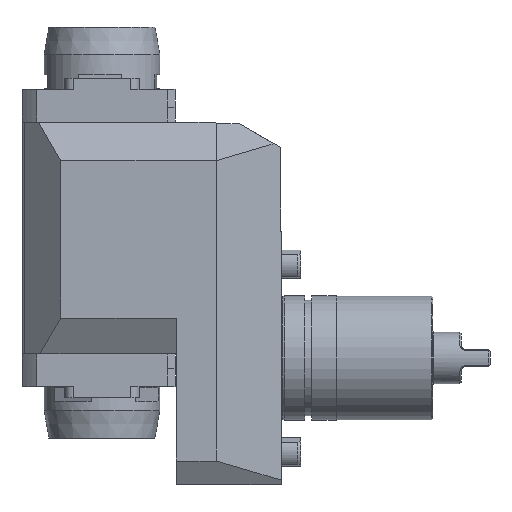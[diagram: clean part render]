
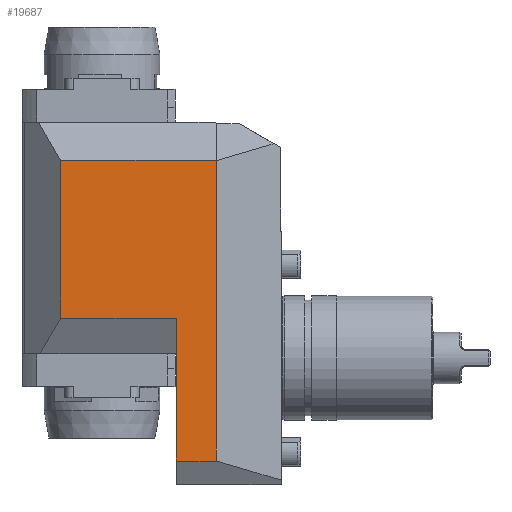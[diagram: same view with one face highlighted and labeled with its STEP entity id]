
A CAD part, left-side view. The second image highlights one B-rep face of the part: STEP entity #19687.
In plain terms, the highlighted planar face has unit normal (-1, 0, 0).
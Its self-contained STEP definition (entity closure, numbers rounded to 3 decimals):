
#234 = CARTESIAN_POINT ( 'NONE',  ( -39.404, 10.5, 85. ) ) ;
#658 = CARTESIAN_POINT ( 'NONE',  ( -39.404, 10.5, -37.34 ) ) ;
#823 = VECTOR ( 'NONE', #13822, 1000. ) ;
#1574 = EDGE_CURVE ( 'NONE', #5264, #6984, #6001, .T. ) ;
#1638 = EDGE_CURVE ( 'NONE', #6984, #22851, #21497, .T. ) ;
#1683 = AXIS2_PLACEMENT_3D ( 'NONE', #2898, #20011, #10324 ) ;
#2898 = CARTESIAN_POINT ( 'NONE',  ( -39.404, 52., 0. ) ) ;
#3192 = VERTEX_POINT ( 'NONE', #4012 ) ;
#4012 = CARTESIAN_POINT ( 'NONE',  ( -39.404, 10.5, 71.577 ) ) ;
#4501 = DIRECTION ( 'NONE',  ( 0., -1., 0. ) ) ;
#4665 = VERTEX_POINT ( 'NONE', #658 ) ;
#5264 = VERTEX_POINT ( 'NONE', #19178 ) ;
#5753 = CARTESIAN_POINT ( 'NONE',  ( -39.404, 67., 1.5 ) ) ;
#6001 = LINE ( 'NONE', #5753, #20430 ) ;
#6250 = LINE ( 'NONE', #23665, #823 ) ;
#6984 = VERTEX_POINT ( 'NONE', #15744 ) ;
#7009 = DIRECTION ( 'NONE',  ( 0., -1., 0. ) ) ;
#7017 = EDGE_LOOP ( 'NONE', ( #18640, #11824, #15398, #10050, #22578, #18368, #24517 ) ) ;
#7886 = DIRECTION ( 'NONE',  ( 0., 0., -1. ) ) ;
#7893 = DIRECTION ( 'NONE',  ( 0., 0., -1. ) ) ;
#8270 = VERTEX_POINT ( 'NONE', #14283 ) ;
#8537 = CARTESIAN_POINT ( 'NONE',  ( -39.404, 10.5, -37.34 ) ) ;
#10050 = ORIENTED_EDGE ( 'NONE', *, *, #16023, .T. ) ;
#10324 = DIRECTION ( 'NONE',  ( 0., 0., 1. ) ) ;
#10758 = EDGE_CURVE ( 'NONE', #3192, #8270, #13652, .T. ) ;
#10818 = FACE_OUTER_BOUND ( 'NONE', #7017, .T. ) ;
#11245 = VERTEX_POINT ( 'NONE', #19248 ) ;
#11824 = ORIENTED_EDGE ( 'NONE', *, *, #1638, .T. ) ;
#12182 = CARTESIAN_POINT ( 'NONE',  ( -39.404, 25., 1.5 ) ) ;
#12386 = VECTOR ( 'NONE', #4501, 1000. ) ;
#13532 = CARTESIAN_POINT ( 'NONE',  ( -39.404, 10.5, -46. ) ) ;
#13652 = LINE ( 'NONE', #13532, #19301 ) ;
#13686 = DIRECTION ( 'NONE',  ( 0., 0., -1. ) ) ;
#13822 = DIRECTION ( 'NONE',  ( 0., 1., 0. ) ) ;
#13906 = DIRECTION ( 'NONE',  ( 0., 0., 1. ) ) ;
#14283 = CARTESIAN_POINT ( 'NONE',  ( -39.404, 10.5, 71.644 ) ) ;
#14341 = LINE ( 'NONE', #8537, #21175 ) ;
#15115 = CARTESIAN_POINT ( 'NONE',  ( -39.404, 25., 14.49 ) ) ;
#15398 = ORIENTED_EDGE ( 'NONE', *, *, #23339, .T. ) ;
#15744 = CARTESIAN_POINT ( 'NONE',  ( -39.404, 67., 14.49 ) ) ;
#16023 = EDGE_CURVE ( 'NONE', #11245, #4665, #14341, .T. ) ;
#16210 = CARTESIAN_POINT ( 'NONE',  ( -39.404, 25., 14.49 ) ) ;
#16499 = PLANE ( 'NONE',  #1683 ) ;
#16882 = VECTOR ( 'NONE', #7893, 1000. ) ;
#18368 = ORIENTED_EDGE ( 'NONE', *, *, #10758, .T. ) ;
#18640 = ORIENTED_EDGE ( 'NONE', *, *, #1574, .T. ) ;
#19178 = CARTESIAN_POINT ( 'NONE',  ( -39.404, 67., 71.644 ) ) ;
#19248 = CARTESIAN_POINT ( 'NONE',  ( -39.404, 25., -37.34 ) ) ;
#19301 = VECTOR ( 'NONE', #13906, 1000. ) ;
#19687 = ADVANCED_FACE ( 'Defeature completata1_172', ( #10818 ), #16499, .T. ) ;
#20011 = DIRECTION ( 'NONE',  ( -1., 0., 0. ) ) ;
#20430 = VECTOR ( 'NONE', #13686, 1000. ) ;
#21175 = VECTOR ( 'NONE', #7009, 1000. ) ;
#21497 = LINE ( 'NONE', #16210, #12386 ) ;
#21630 = LINE ( 'NONE', #234, #23966 ) ;
#22396 = EDGE_CURVE ( 'NONE', #3192, #4665, #21630, .T. ) ;
#22578 = ORIENTED_EDGE ( 'NONE', *, *, #22396, .F. ) ;
#22851 = VERTEX_POINT ( 'NONE', #15115 ) ;
#23339 = EDGE_CURVE ( 'NONE', #22851, #11245, #23540, .T. ) ;
#23427 = EDGE_CURVE ( 'NONE', #8270, #5264, #6250, .T. ) ;
#23540 = LINE ( 'NONE', #12182, #16882 ) ;
#23665 = CARTESIAN_POINT ( 'NONE',  ( -39.404, 10.5, 71.644 ) ) ;
#23966 = VECTOR ( 'NONE', #7886, 1000. ) ;
#24517 = ORIENTED_EDGE ( 'NONE', *, *, #23427, .T. ) ;
